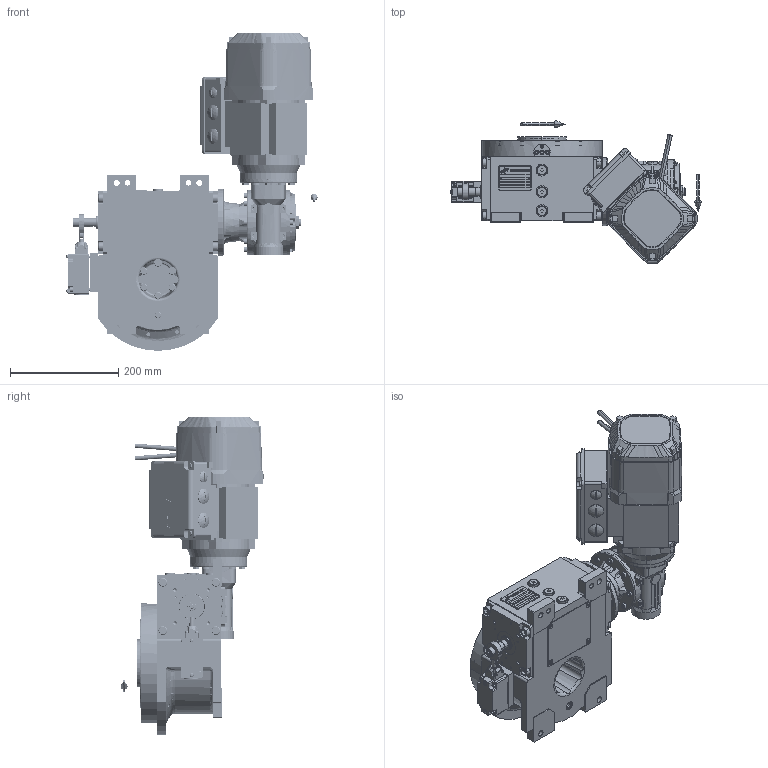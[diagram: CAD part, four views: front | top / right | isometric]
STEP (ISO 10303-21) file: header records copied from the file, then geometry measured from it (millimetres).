
FILE_DESCRIPTION (( 'STEP AP203' ), '1' );
FILE_NAME ('PC5200572.step', '2024-08-30T07:23:50', ( '' ), ( '' ), 'SwSTEP 2.0', 'SolidWorks 2020', '' );
FILE_SCHEMA (( 'CONFIG_CONTROL_DESIGN' ));
Length unit declared in the file: millimetre
Products named in the file (90): cfn2000_01_103; cfn2104_01_016; CFN2010_02_002^rig06_071_06_m_asm(2)_rig06_071_06_m_asm.stp; 900_38_10_49_4; RIG06_005_ASM^rig06_071_06_m_asm(2)_rig06_071_06_m_asm.stp; cfn2000_01_161; AS_900_38_11_34_4; CFN2000_01_185^RIG06_005_ASM_rig06_071_06_m_asm(2)_rig06_071_06_m_asm.stp; cfn2151_01_090; cfn2000_01_124; cfn2151_01_109; RMI50_F1_LCB_DX_71B14; cfn2276_01_074; 9004_1704; cfn2476_01_002_60x46; AS_cfn2476_01_002_60x46; 900_38_11_34_4; cfn2115_02_165; cfn2003_01_054; AS_rig06_015; cfn2128_04_004; AS_cfn2000_01_168; CFN2104_02_017^RIG06_005_ASM_rig06_071_06_m_asm(2)_rig06_071_06_m_asm.stp; AS_900_38_10_49_4; PC5200572; AS_rig06_004; cfn2000_01_126; RIG06_021_AF0^RIG06_005_ASM_rig06_071_06_m_asm(2)_rig06_071_06_m_asm.stp; AS_cfn2400_01_001; cfn2077_01_018; CFN2223_01-570X6-B^rig06_071_06_m_asm(2)_rig06_071_06_m_asm.stp; AS_rig06_004_s_001; cfn2155_01_056; cfn2155_01_303; rig06_004; rig06_015; DRN71MS4BE05HRFT; rig06_005_n_01; cfn2107_01_001; 900_38_30_003 ...
Assembly tree (87 placements, depth 5):
  cfn2151_01_090
  cfn2151_01_109
  cfn2276_01_074
  cfn2115_02_165
  PC5200572
    rig06_001_a_s_027
    AS_cfn2476_01_002_60x46
      cfn2476_01_002_60x46
      cfn2107_01_001
      cfn2107_01_001
    AS_rig06_071_6_m
      rig06_071_06_m_asm.stp
        RIG06_005_ASM^rig06_071_06_m_asm(2)_rig06_071_06_m_asm.stp
          RIG06_021_AF0^RIG06_005_ASM_rig06_071_06_m_asm(2)_rig06_071_06_m_asm.stp
          CFN2000_01_185^RIG06_005_ASM_rig06_071_06_m_asm(2)_rig06_071_06_m_asm.stp
          CFN2000_01_185^RIG06_005_ASM_rig06_071_06_m_asm(2)_rig06_071_06_m_asm.stp
          CFN2104_02_017^RIG06_005_ASM_rig06_071_06_m_asm(2)_rig06_071_06_m_asm.stp
        CFN2010_02_002^rig06_071_06_m_asm(2)_rig06_071_06_m_asm.stp
      cfn2000_01_124  x6
      cfn2000_01_124
      cfn2104_01_016  x2
      rig06_003_6
      rig06_005_n_01
      cfn2000_01_124
      cfn2000_01_124
      cfn2000_01_124
      cfn2155_01_303
    AS_rig06_015
      rig06_015
      cfn2073_01_012
      cfn2000_01_126
      cfn2000_01_126
      cfn2000_01_126
      cfn2000_01_126
      cfn2000_01_126
      cfn2000_01_126
    AS_rig06_004_s_001
      rig06_004_s_001
      cfn2070_05_005
      cfn2000_01_103
      cfn2000_01_103
      cfn2000_01_103
      cfn2000_01_103
      cfn2155_01_056
    AS_rig06_004
      rig06_004
      cfn2070_05_005
      cfn2000_01_103
      cfn2000_01_103
      cfn2000_01_103
      cfn2000_01_103
      cfn2155_01_056
    AS_rig06_002_bl_001
      rig06_002_bl_001
      cfn2115_01_005
    cfn2128_04_004
    cfn2128_04_004
    cfn2128_04_004
    cfn2128_19_002
    AS_rig06_016
Bounding box: 463.4 x 263.95 x 586.4 mm (x, y, z)
Volume: 8044153.2 mm3; surface area: 1218342.5 mm2
Topology: 74 solids, 76 shells, 4340 faces, 11094 edges, 7093 vertices
Faces by surface type: plane 1976, cylinder 1455, cone 655, torus 189, bspline 53, sphere 12
Entity records: 153230 total; most frequent: CARTESIAN_POINT 42605, DIRECTION 21299, ORIENTED_EDGE 21036, EDGE_CURVE 10518, AXIS2_PLACEMENT_3D 7739, VERTEX_POINT 6804, VECTOR 5821, LINE 5821
